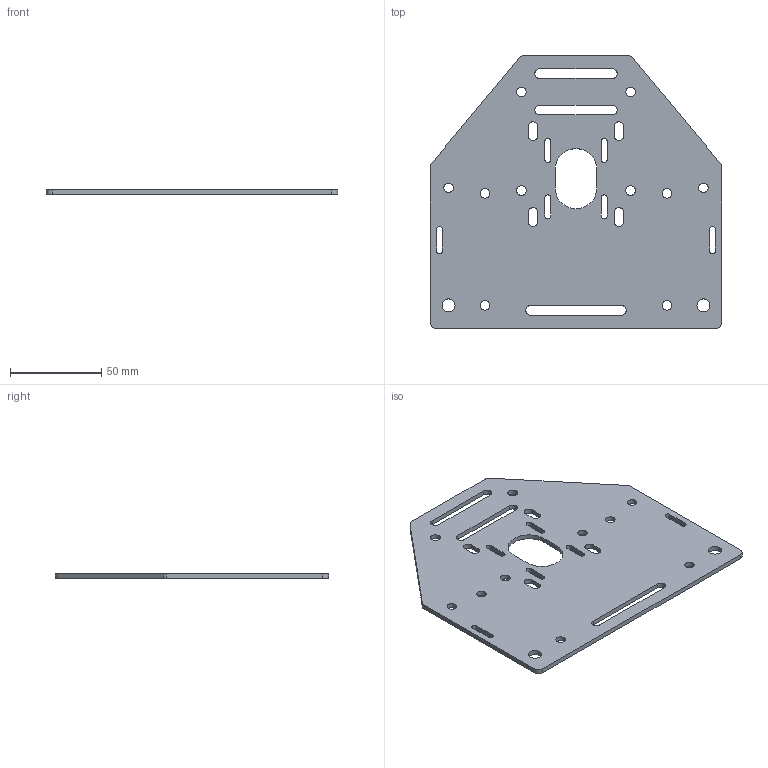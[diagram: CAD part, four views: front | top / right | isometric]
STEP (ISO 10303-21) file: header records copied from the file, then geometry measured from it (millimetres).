
FILE_DESCRIPTION(/* description */ ('Motor Mount Plate (12ga)'),/* implementation_level */ '2;1');
FILE_NAME(/* name */ '26029-01.ipt.step',/* time_stamp */ '2013-11-18T15:49:19-06:00',/* author */ ('ERF'),/* organization */ ('www.shapeoko.com'),/* preprocessor_version */ 'ST-DEVELOPER v15.2',/* originating_system */ 'Autodesk Inventor 2014',/* authorisation */ 'PER BARRY PROCK 9-16-13');
FILE_SCHEMA (('AUTOMOTIVE_DESIGN { 1 0 10303 214 3 1 1 }'));
Length unit declared in the file: millimetre
Products named in the file (1): 26029-01
Bounding box: 160 x 150 x 2.66 mm (x, y, z)
Volume: 50103.5 mm3; surface area: 41594.1 mm2
Topology: 1 solids, 1 shells, 82 faces, 240 edges, 160 vertices
Faces by surface type: cylinder 46, plane 36
Full cylindrical faces by diameter (mm): 5.25 x10, 7.14 x2
Entity records: 2821 total; most frequent: DIRECTION 486, CARTESIAN_POINT 471, ORIENTED_EDGE 456, EDGE_CURVE 228, AXIS2_PLACEMENT_3D 175, VERTEX_POINT 160, EDGE_LOOP 146, LINE 136
